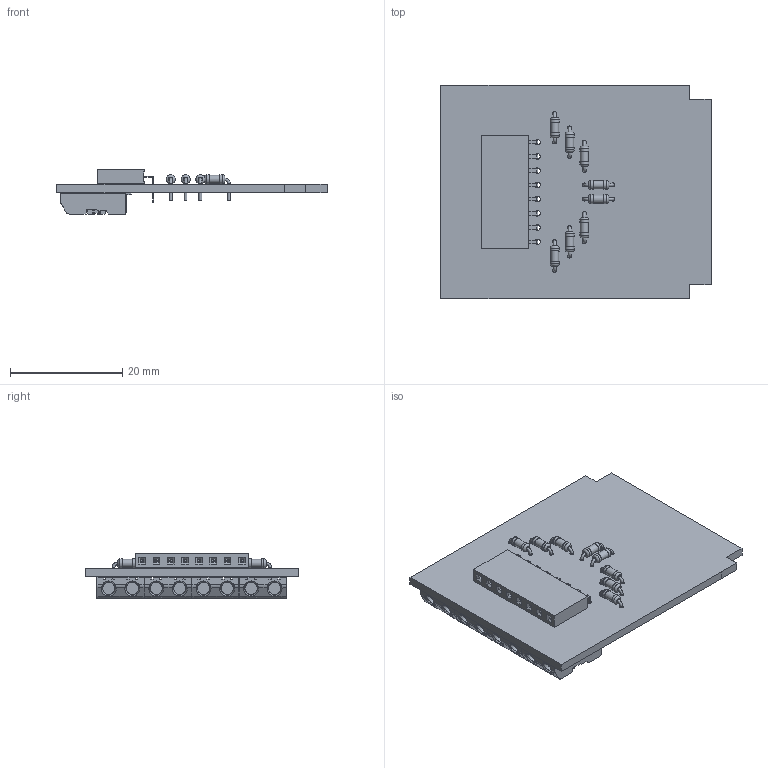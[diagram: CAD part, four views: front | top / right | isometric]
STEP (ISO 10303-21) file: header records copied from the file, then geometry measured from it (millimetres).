
FILE_DESCRIPTION(('KiCad electronic assembly'),'2;1');
FILE_NAME('INPUTS.step','2025-06-18T11:24:44',('Pcbnew'),('Kicad'), 'Open CASCADE STEP processor 7.8','KiCad to STEP converter','Unknown' );
FILE_SCHEMA(('AUTOMOTIVE_DESIGN { 1 0 10303 214 1 1 1 1 }'));
Length unit declared in the file: millimetre
Products named in the file (7): INPUTS 1; R_Axial_DIN0204_L3.6mm_D1.6mm_P5.08mm_Horizontal; PinSocket_1x08_P2.54mm_Horizontal; 104238-0210; SOLID; COMPOUND; ml-hardware_PCB
Assembly tree (16 placements, depth 3):
  INPUTS 1
    R_Axial_DIN0204_L3.6mm_D1.6mm_P5.08mm_Horizontal  x8
    PinSocket_1x08_P2.54mm_Horizontal
    104238-0210  x4
      SOLID
      COMPOUND
    ml-hardware_PCB
Bounding box: 48.21 x 38.1 x 8 mm (x, y, z)
Volume: 4413.7 mm3; surface area: 6764.2 mm2
Topology: 14 solids, 14 shells, 1498 faces, 4134 edges, 2796 vertices
Faces by surface type: bspline 1092, plane 294, cylinder 80, torus 32
Full cylindrical faces by diameter (mm): 0.5 x16, 0.7 x16, 1 x8, 1.44 x8, 1.6 x16
Entity records: 21612 total; most frequent: CARTESIAN_POINT 6287, ORIENTED_EDGE 3136, EDGE_CURVE 1568, DIRECTION 1519, VERTEX_POINT 1026, B_SPLINE_CURVE_WITH_KNOTS 694, LINE 691, VECTOR 691
